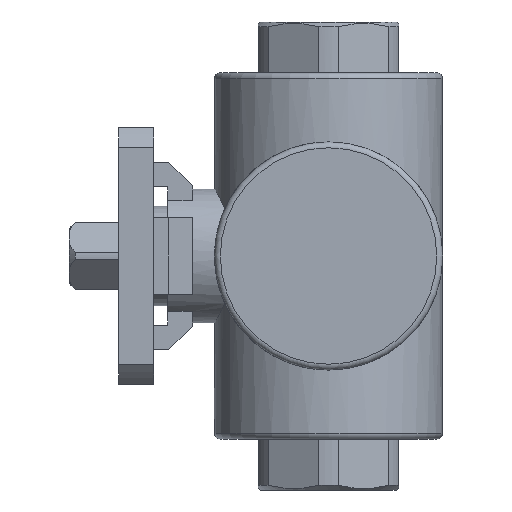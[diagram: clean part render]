
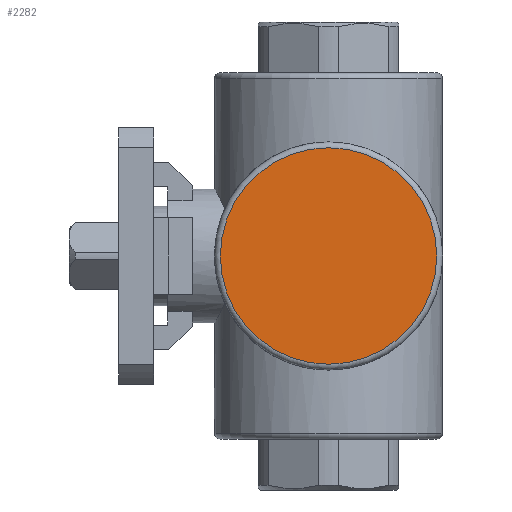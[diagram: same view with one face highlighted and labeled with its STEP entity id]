
A CAD part, left-side view. The second image highlights one B-rep face of the part: STEP entity #2282.
In plain terms, the highlighted planar face has unit normal (-1, 0, 0).
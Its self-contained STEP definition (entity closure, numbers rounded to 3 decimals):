
#34=PLANE('',#2496);
#556=CIRCLE('',#2497,18.5);
#804=ORIENTED_EDGE('',*,*,#1440,.T.);
#1440=EDGE_CURVE('',#1748,#1748,#556,.T.);
#1748=VERTEX_POINT('',#3759);
#1935=EDGE_LOOP('',(#804));
#2108=FACE_BOUND('',#1935,.T.);
#2282=ADVANCED_FACE('',(#2108),#34,.F.);
#2496=AXIS2_PLACEMENT_3D('',#3757,#2921,#2922);
#2497=AXIS2_PLACEMENT_3D('',#3758,#2923,#2924);
#2921=DIRECTION('',(1.,0.,0.));
#2922=DIRECTION('',(0.,1.,0.));
#2923=DIRECTION('',(-1.,0.,0.));
#2924=DIRECTION('',(0.,-1.,0.));
#3757=CARTESIAN_POINT('',(-22.,-18.5,0.));
#3758=CARTESIAN_POINT('',(-22.,0.,0.));
#3759=CARTESIAN_POINT('',(-22.,-18.5,0.));
